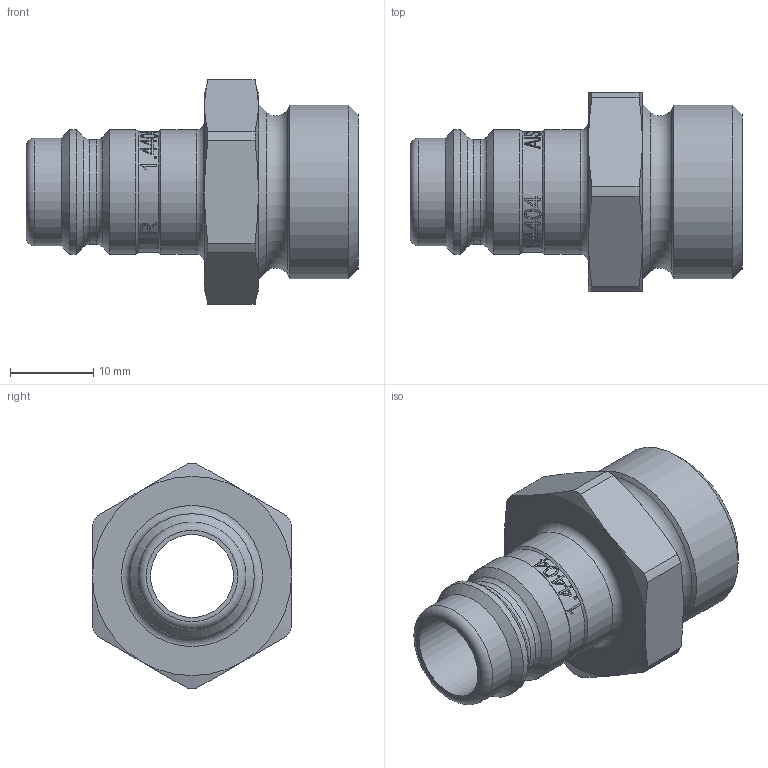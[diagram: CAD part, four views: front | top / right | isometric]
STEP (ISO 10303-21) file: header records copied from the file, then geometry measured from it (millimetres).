
FILE_DESCRIPTION((''),'2;1');
FILE_NAME('27sfaw21exx.stp','2013-03-04T13:05:21',('IA176480'),(''),'Autodesk Inventor 2011','Autodesk Inventor 2011','');
FILE_SCHEMA(('AUTOMOTIVE_DESIGN { 1 0 10303 214 1 1 1 1 }'));
Length unit declared in the file: millimetre
Products named in the file (1): D106026
Bounding box: 40 x 24 x 27.05 mm (x, y, z)
Volume: 7030.5 mm3; surface area: 4313.7 mm2
Topology: 1 solids, 1 shells, 231 faces, 584 edges, 379 vertices
Faces by surface type: plane 95, bspline 74, cylinder 36, cone 21, torus 5
Full cylindrical faces by diameter (mm): 10 x1, 12.65 x1, 13 x1, 14.5 x1, 15 x3, 20.955 x1
Entity records: 25407 total; most frequent: CARTESIAN_POINT 20514, ORIENTED_EDGE 1124, DIRECTION 741, EDGE_CURVE 562, VERTEX_POINT 379, EDGE_LOOP 279, AXIS2_PLACEMENT_3D 264, FACE_OUTER_BOUND 231
